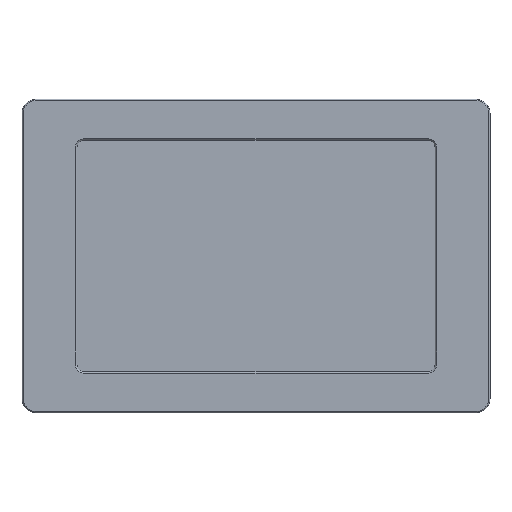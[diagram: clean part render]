
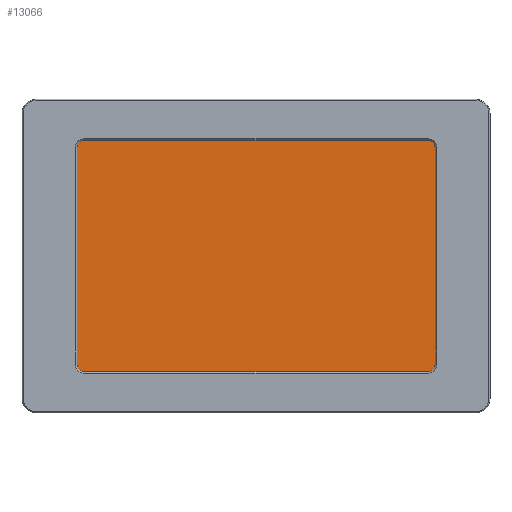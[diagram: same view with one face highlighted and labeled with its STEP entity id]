
A CAD part, top view. The second image highlights one B-rep face of the part: STEP entity #13066.
In plain terms, the highlighted planar face has unit normal (0, 0, 1).
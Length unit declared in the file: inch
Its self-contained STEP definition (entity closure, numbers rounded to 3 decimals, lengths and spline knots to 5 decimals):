
#295=PLANE('',#13815);
#775=FACE_OUTER_BOUND('',#1493,.T.);
#1493=EDGE_LOOP('',(#8520,#8521,#8522,#8523,#8524,#8525,#8526,#8527));
#2284=CIRCLE('',#13816,0.209);
#2285=CIRCLE('',#13817,0.209);
#2286=CIRCLE('',#13818,0.209);
#2287=CIRCLE('',#13819,0.209);
#2828=LINE('',#18242,#4104);
#2829=LINE('',#18246,#4105);
#2830=LINE('',#18250,#4106);
#2831=LINE('',#18254,#4107);
#4104=VECTOR('',#14816,0.3937);
#4105=VECTOR('',#14819,0.3937);
#4106=VECTOR('',#14822,0.3937);
#4107=VECTOR('',#14825,0.3937);
#5398=VERTEX_POINT('',#18240);
#5399=VERTEX_POINT('',#18241);
#5400=VERTEX_POINT('',#18243);
#5401=VERTEX_POINT('',#18245);
#5402=VERTEX_POINT('',#18247);
#5403=VERTEX_POINT('',#18249);
#5404=VERTEX_POINT('',#18251);
#5405=VERTEX_POINT('',#18253);
#6639=EDGE_CURVE('',#5398,#5399,#2828,.T.);
#6640=EDGE_CURVE('',#5400,#5398,#2284,.T.);
#6641=EDGE_CURVE('',#5401,#5400,#2829,.T.);
#6642=EDGE_CURVE('',#5402,#5401,#2285,.T.);
#6643=EDGE_CURVE('',#5403,#5402,#2830,.T.);
#6644=EDGE_CURVE('',#5404,#5403,#2286,.T.);
#6645=EDGE_CURVE('',#5405,#5404,#2831,.T.);
#6646=EDGE_CURVE('',#5399,#5405,#2287,.T.);
#8520=ORIENTED_EDGE('',*,*,#6639,.F.);
#8521=ORIENTED_EDGE('',*,*,#6640,.F.);
#8522=ORIENTED_EDGE('',*,*,#6641,.F.);
#8523=ORIENTED_EDGE('',*,*,#6642,.F.);
#8524=ORIENTED_EDGE('',*,*,#6643,.F.);
#8525=ORIENTED_EDGE('',*,*,#6644,.F.);
#8526=ORIENTED_EDGE('',*,*,#6645,.F.);
#8527=ORIENTED_EDGE('',*,*,#6646,.F.);
#13066=ADVANCED_FACE('',(#775),#295,.T.);
#13815=AXIS2_PLACEMENT_3D('',#18239,#14814,#14815);
#13816=AXIS2_PLACEMENT_3D('',#18244,#14817,#14818);
#13817=AXIS2_PLACEMENT_3D('',#18248,#14820,#14821);
#13818=AXIS2_PLACEMENT_3D('',#18252,#14823,#14824);
#13819=AXIS2_PLACEMENT_3D('',#18255,#14826,#14827);
#14814=DIRECTION('center_axis',(0.,0.,
1.));
#14815=DIRECTION('ref_axis',(1.,0.,0.));
#14816=DIRECTION('',(1.,0.,0.));
#14817=DIRECTION('center_axis',(0.,0.,
-1.));
#14818=DIRECTION('ref_axis',(0.,-1.,0.));
#14819=DIRECTION('',(0.,1.,0.));
#14820=DIRECTION('center_axis',(0.,0.,
-1.));
#14821=DIRECTION('ref_axis',(1.,0.,0.));
#14822=DIRECTION('',(-1.,0.,0.));
#14823=DIRECTION('center_axis',(0.,0.,
-1.));
#14824=DIRECTION('ref_axis',(0.,1.,0.));
#14825=DIRECTION('',(0.,-1.,0.));
#14826=DIRECTION('center_axis',(0.,0.,
-1.));
#14827=DIRECTION('ref_axis',(-1.,0.,0.));
#18239=CARTESIAN_POINT('Origin',(11.36277,4.14523,0.54));
#18240=CARTESIAN_POINT('',(6.83318,7.22,0.54));
#18241=CARTESIAN_POINT('',(15.90018,7.22,0.54));
#18242=CARTESIAN_POINT('',(9.09797,7.22,0.54));
#18243=CARTESIAN_POINT('',(6.62418,7.011,0.54));
#18244=CARTESIAN_POINT('Origin',(6.83318,7.011,0.54));
#18245=CARTESIAN_POINT('',(6.62418,1.289,0.54));
#18246=CARTESIAN_POINT('',(6.62418,2.71711,0.54));
#18247=CARTESIAN_POINT('',(6.83318,1.08,0.54));
#18248=CARTESIAN_POINT('Origin',(6.83318,1.289,0.54));
#18249=CARTESIAN_POINT('',(15.90018,1.08,0.54));
#18250=CARTESIAN_POINT('',(13.63147,1.08,0.54));
#18251=CARTESIAN_POINT('',(16.10918,1.289,0.54));
#18252=CARTESIAN_POINT('Origin',(15.90018,1.289,0.54));
#18253=CARTESIAN_POINT('',(16.10918,7.011,0.54));
#18254=CARTESIAN_POINT('',(16.10918,5.57811,0.54));
#18255=CARTESIAN_POINT('Origin',(15.90018,7.011,0.54));
